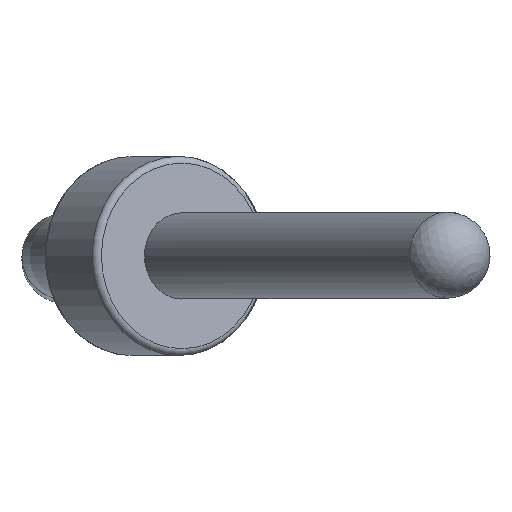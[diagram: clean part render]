
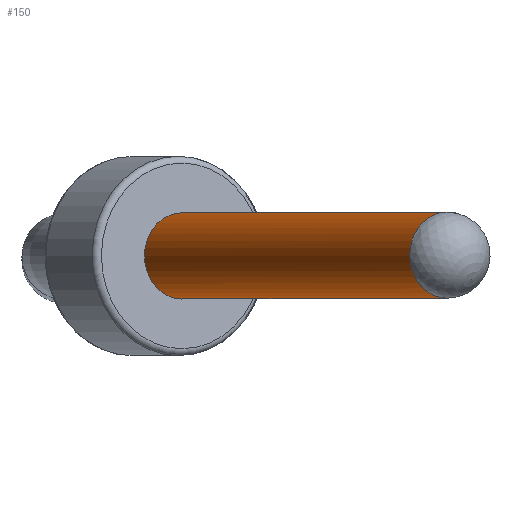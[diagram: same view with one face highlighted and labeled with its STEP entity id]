
A CAD part, top view. The second image highlights one B-rep face of the part: STEP entity #150.
In plain terms, the highlighted cylindrical face has radius 3.17 mm (diameter 6.34 mm), a full revolution.
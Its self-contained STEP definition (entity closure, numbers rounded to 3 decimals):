
#20=LINE('',#290,#23);
#23=VECTOR('',#239,3.17);
#26=CYLINDRICAL_SURFACE('',#189,3.17);
#34=FACE_OUTER_BOUND('',#44,.T.);
#44=EDGE_LOOP('',(#122,#123,#124,#125,#126));
#64=CIRCLE('',#186,3.17);
#65=CIRCLE('',#187,3.17);
#67=CIRCLE('',#190,3.17);
#78=VERTEX_POINT('',#282);
#79=VERTEX_POINT('',#283);
#81=VERTEX_POINT('',#289);
#95=EDGE_CURVE('',#78,#79,#64,.T.);
#96=EDGE_CURVE('',#79,#78,#65,.T.);
#98=EDGE_CURVE('',#78,#81,#20,.T.);
#99=EDGE_CURVE('',#81,#81,#67,.T.);
#122=ORIENTED_EDGE('',*,*,#95,.T.);
#123=ORIENTED_EDGE('',*,*,#96,.T.);
#124=ORIENTED_EDGE('',*,*,#98,.T.);
#125=ORIENTED_EDGE('',*,*,#99,.T.);
#126=ORIENTED_EDGE('',*,*,#98,.F.);
#150=ADVANCED_FACE('',(#34),#26,.T.);
#186=AXIS2_PLACEMENT_3D('',#284,#231,#232);
#187=AXIS2_PLACEMENT_3D('',#285,#233,#234);
#189=AXIS2_PLACEMENT_3D('',#288,#237,#238);
#190=AXIS2_PLACEMENT_3D('',#291,#240,#241);
#231=DIRECTION('center_axis',(-0.5,0.,-0.866));
#232=DIRECTION('ref_axis',(-0.866,0.,0.5));
#233=DIRECTION('center_axis',(-0.5,0.,-0.866));
#234=DIRECTION('ref_axis',(-0.866,0.,0.5));
#237=DIRECTION('center_axis',(0.5,0.,0.866));
#238=DIRECTION('ref_axis',(-0.866,0.,0.5));
#239=DIRECTION('',(-0.5,0.,-0.866));
#240=DIRECTION('center_axis',(0.5,0.,0.866));
#241=DIRECTION('ref_axis',(-0.866,0.,0.5));
#282=CARTESIAN_POINT('',(30.849,-0.03,56.641));
#283=CARTESIAN_POINT('',(29.401,2.764,57.477));
#284=CARTESIAN_POINT('Origin',(28.104,-0.03,58.226));
#285=CARTESIAN_POINT('Origin',(28.104,-0.03,58.226));
#288=CARTESIAN_POINT('Origin',(4.689,-0.03,17.67));
#289=CARTESIAN_POINT('',(11.334,-0.03,22.84));
#290=CARTESIAN_POINT('',(7.434,-0.03,16.085));
#291=CARTESIAN_POINT('Origin',(8.589,-0.03,24.425));
